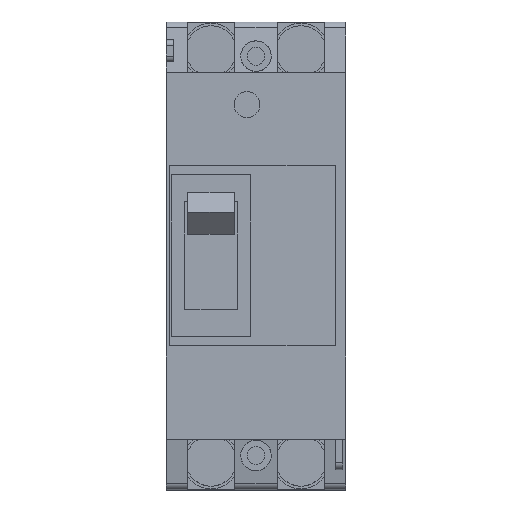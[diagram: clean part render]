
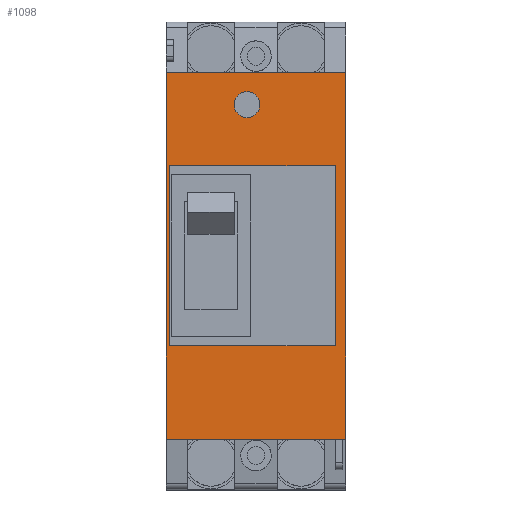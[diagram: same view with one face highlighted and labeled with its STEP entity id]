
A CAD part, top view. The second image highlights one B-rep face of the part: STEP entity #1098.
In plain terms, the highlighted planar face has unit normal (0, 0, 1).
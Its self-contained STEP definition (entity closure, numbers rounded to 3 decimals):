
#28 = DIRECTION ( 'NONE',  ( 0., -1., 0. ) ) ;
#36 = DIRECTION ( 'NONE',  ( 1., 0., 0. ) ) ;
#96 = EDGE_CURVE ( 'NONE', #5728, #1801, #5103, .T. ) ;
#141 = VERTEX_POINT ( 'NONE', #4153 ) ;
#336 = VECTOR ( 'NONE', #5006, 1000. ) ;
#365 = DIRECTION ( 'NONE',  ( 0., 1., 0. ) ) ;
#464 = VECTOR ( 'NONE', #895, 1000. ) ;
#481 = VERTEX_POINT ( 'NONE', #3026 ) ;
#490 = AXIS2_PLACEMENT_3D ( 'NONE', #1598, #4716, #2085 ) ;
#495 = ORIENTED_EDGE ( 'NONE', *, *, #1468, .T. ) ;
#584 = VECTOR ( 'NONE', #365, 1000. ) ;
#613 = ORIENTED_EDGE ( 'NONE', *, *, #5511, .F. ) ;
#794 = EDGE_CURVE ( 'NONE', #3609, #3526, #5290, .T. ) ;
#895 = DIRECTION ( 'NONE',  ( 0., -1., 0. ) ) ;
#908 = CARTESIAN_POINT ( 'NONE',  ( 22., -25., 68. ) ) ;
#919 = CARTESIAN_POINT ( 'NONE',  ( -25., 65., 68. ) ) ;
#944 = CARTESIAN_POINT ( 'NONE',  ( 1.1, 42., 68. ) ) ;
#998 = CARTESIAN_POINT ( 'NONE',  ( -24., 25., 68. ) ) ;
#999 = CARTESIAN_POINT ( 'NONE',  ( 22., 25., 68. ) ) ;
#1098 = ADVANCED_FACE ( 'NONE', ( #4022, #4164, #1657 ), #2042, .T. ) ;
#1151 = VECTOR ( 'NONE', #3050, 1000. ) ;
#1182 = AXIS2_PLACEMENT_3D ( 'NONE', #4034, #1368, #4483 ) ;
#1211 = EDGE_CURVE ( 'NONE', #1801, #141, #5774, .T. ) ;
#1304 = CARTESIAN_POINT ( 'NONE',  ( -25., -51., 68. ) ) ;
#1368 = DIRECTION ( 'NONE',  ( 0., 0., 1. ) ) ;
#1468 = EDGE_CURVE ( 'NONE', #3526, #3175, #2823, .T. ) ;
#1598 = CARTESIAN_POINT ( 'NONE',  ( -2.5, 42., 68. ) ) ;
#1657 = FACE_BOUND ( 'NONE', #3087, .T. ) ;
#1744 = DIRECTION ( 'NONE',  ( 1., 0., 0. ) ) ;
#1801 = VERTEX_POINT ( 'NONE', #998 ) ;
#1825 = LINE ( 'NONE', #919, #464 ) ;
#1912 = ORIENTED_EDGE ( 'NONE', *, *, #2562, .F. ) ;
#1982 = VERTEX_POINT ( 'NONE', #944 ) ;
#2042 = PLANE ( 'NONE',  #4008 ) ;
#2085 = DIRECTION ( 'NONE',  ( 1., 0., 0. ) ) ;
#2114 = CARTESIAN_POINT ( 'NONE',  ( 22., -25., 68. ) ) ;
#2144 = VERTEX_POINT ( 'NONE', #908 ) ;
#2215 = LINE ( 'NONE', #5748, #1151 ) ;
#2226 = VECTOR ( 'NONE', #28, 1000. ) ;
#2562 = EDGE_CURVE ( 'NONE', #2144, #5728, #4638, .T. ) ;
#2580 = ORIENTED_EDGE ( 'NONE', *, *, #3531, .F. ) ;
#2689 = CARTESIAN_POINT ( 'NONE',  ( -25., 51., 68. ) ) ;
#2823 = LINE ( 'NONE', #4466, #584 ) ;
#2893 = ORIENTED_EDGE ( 'NONE', *, *, #96, .F. ) ;
#2909 = VECTOR ( 'NONE', #5551, 1000. ) ;
#2923 = ORIENTED_EDGE ( 'NONE', *, *, #3139, .F. ) ;
#3026 = CARTESIAN_POINT ( 'NONE',  ( -25., 51., 68. ) ) ;
#3050 = DIRECTION ( 'NONE',  ( 1., 0., 0. ) ) ;
#3087 = EDGE_LOOP ( 'NONE', ( #1912, #2580, #4903, #2893 ) ) ;
#3123 = VERTEX_POINT ( 'NONE', #3254 ) ;
#3139 = EDGE_CURVE ( 'NONE', #481, #3175, #5552, .T. ) ;
#3175 = VERTEX_POINT ( 'NONE', #5385 ) ;
#3254 = CARTESIAN_POINT ( 'NONE',  ( -6.1, 42., 68. ) ) ;
#3256 = CARTESIAN_POINT ( 'NONE',  ( 0., 0., 68. ) ) ;
#3430 = VECTOR ( 'NONE', #4700, 1000. ) ;
#3504 = CARTESIAN_POINT ( 'NONE',  ( -24., 25., 68. ) ) ;
#3526 = VERTEX_POINT ( 'NONE', #3932 ) ;
#3531 = EDGE_CURVE ( 'NONE', #141, #2144, #2215, .T. ) ;
#3609 = VERTEX_POINT ( 'NONE', #1304 ) ;
#3932 = CARTESIAN_POINT ( 'NONE',  ( 25., -51., 68. ) ) ;
#3948 = ORIENTED_EDGE ( 'NONE', *, *, #3958, .F. ) ;
#3958 = EDGE_CURVE ( 'NONE', #1982, #3123, #4206, .T. ) ;
#4008 = AXIS2_PLACEMENT_3D ( 'NONE', #3256, #4706, #1744 ) ;
#4022 = FACE_BOUND ( 'NONE', #5166, .T. ) ;
#4034 = CARTESIAN_POINT ( 'NONE',  ( -2.5, 42., 68. ) ) ;
#4153 = CARTESIAN_POINT ( 'NONE',  ( -24., -25., 68. ) ) ;
#4164 = FACE_OUTER_BOUND ( 'NONE', #5735, .T. ) ;
#4206 = CIRCLE ( 'NONE', #490, 3.6 ) ;
#4344 = VECTOR ( 'NONE', #36, 1000. ) ;
#4372 = ORIENTED_EDGE ( 'NONE', *, *, #794, .T. ) ;
#4466 = CARTESIAN_POINT ( 'NONE',  ( 25., 65., 68. ) ) ;
#4483 = DIRECTION ( 'NONE',  ( 1., 0., 0. ) ) ;
#4638 = LINE ( 'NONE', #2114, #3430 ) ;
#4650 = CARTESIAN_POINT ( 'NONE',  ( 22., 25., 68. ) ) ;
#4700 = DIRECTION ( 'NONE',  ( 0., 1., 0. ) ) ;
#4706 = DIRECTION ( 'NONE',  ( 0., 0., 1. ) ) ;
#4716 = DIRECTION ( 'NONE',  ( 0., 0., 1. ) ) ;
#4903 = ORIENTED_EDGE ( 'NONE', *, *, #1211, .F. ) ;
#4927 = CARTESIAN_POINT ( 'NONE',  ( -25., -51., 68. ) ) ;
#5006 = DIRECTION ( 'NONE',  ( -1., 0., 0. ) ) ;
#5103 = LINE ( 'NONE', #999, #336 ) ;
#5166 = EDGE_LOOP ( 'NONE', ( #3948, #613 ) ) ;
#5234 = CIRCLE ( 'NONE', #1182, 3.6 ) ;
#5290 = LINE ( 'NONE', #4927, #2909 ) ;
#5385 = CARTESIAN_POINT ( 'NONE',  ( 25., 51., 68. ) ) ;
#5511 = EDGE_CURVE ( 'NONE', #3123, #1982, #5234, .T. ) ;
#5519 = EDGE_CURVE ( 'NONE', #481, #3609, #1825, .T. ) ;
#5551 = DIRECTION ( 'NONE',  ( 1., 0., 0. ) ) ;
#5552 = LINE ( 'NONE', #2689, #4344 ) ;
#5728 = VERTEX_POINT ( 'NONE', #4650 ) ;
#5735 = EDGE_LOOP ( 'NONE', ( #5821, #4372, #495, #2923 ) ) ;
#5748 = CARTESIAN_POINT ( 'NONE',  ( -24., -25., 68. ) ) ;
#5774 = LINE ( 'NONE', #3504, #2226 ) ;
#5821 = ORIENTED_EDGE ( 'NONE', *, *, #5519, .T. ) ;
